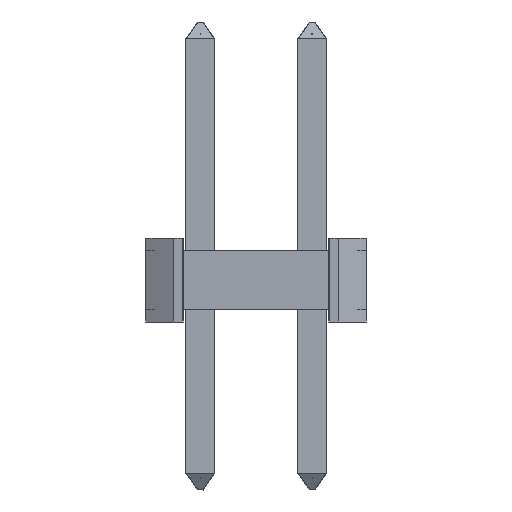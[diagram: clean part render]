
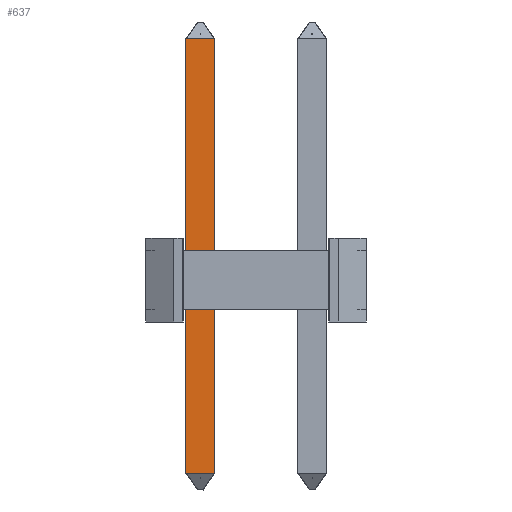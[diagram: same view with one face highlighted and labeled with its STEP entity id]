
A CAD part, left-side view. The second image highlights one B-rep face of the part: STEP entity #637.
In plain terms, the highlighted planar face has unit normal (-1, 0, 0).
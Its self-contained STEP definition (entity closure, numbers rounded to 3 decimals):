
#453 = CARTESIAN_POINT ( 'NONE',  ( -0.259, 0.259, 0. ) ) ;
#637 = ADVANCED_FACE ( 'NONE', ( #29445 ), #10800, .F. ) ;
#2068 = ORIENTED_EDGE ( 'NONE', *, *, #36146, .F. ) ;
#2781 = CARTESIAN_POINT ( 'NONE',  ( -0.259, -0.259, 0. ) ) ;
#5285 = DIRECTION ( 'NONE',  ( 0., 1., 0. ) ) ;
#5373 = CARTESIAN_POINT ( 'NONE',  ( -0.259, 0.259, 0. ) ) ;
#6534 = LINE ( 'NONE', #2781, #22679 ) ;
#6559 = DIRECTION ( 'NONE',  ( 0., -1., 0. ) ) ;
#7004 = ORIENTED_EDGE ( 'NONE', *, *, #16229, .F. ) ;
#7330 = CARTESIAN_POINT ( 'NONE',  ( -0.259, 0.259, 7.79 ) ) ;
#8372 = VECTOR ( 'NONE', #5285, 1000. ) ;
#8421 = EDGE_CURVE ( 'NONE', #15047, #35574, #20512, .T. ) ;
#10412 = VECTOR ( 'NONE', #6559, 1000. ) ;
#10800 = PLANE ( 'NONE',  #11538 ) ;
#11538 = AXIS2_PLACEMENT_3D ( 'NONE', #5373, #19999, #32301 ) ;
#13679 = VERTEX_POINT ( 'NONE', #22788 ) ;
#14724 = LINE ( 'NONE', #26746, #34658 ) ;
#15047 = VERTEX_POINT ( 'NONE', #22476 ) ;
#16110 = CARTESIAN_POINT ( 'NONE',  ( -0.259, -0.259, 7.79 ) ) ;
#16229 = EDGE_CURVE ( 'NONE', #32058, #15047, #6534, .T. ) ;
#17121 = CARTESIAN_POINT ( 'NONE',  ( -0.259, 0.259, 0. ) ) ;
#19999 = DIRECTION ( 'NONE',  ( 1., 0., 0. ) ) ;
#20512 = LINE ( 'NONE', #17121, #8372 ) ;
#22476 = CARTESIAN_POINT ( 'NONE',  ( -0.259, -0.259, 0. ) ) ;
#22679 = VECTOR ( 'NONE', #36453, 1000. ) ;
#22788 = CARTESIAN_POINT ( 'NONE',  ( -0.259, 0.259, 7.79 ) ) ;
#24203 = EDGE_CURVE ( 'NONE', #13679, #32058, #34088, .T. ) ;
#26746 = CARTESIAN_POINT ( 'NONE',  ( -0.259, 0.259, 0. ) ) ;
#29445 = FACE_OUTER_BOUND ( 'NONE', #29651, .T. ) ;
#29651 = EDGE_LOOP ( 'NONE', ( #7004, #35253, #2068, #30750 ) ) ;
#30750 = ORIENTED_EDGE ( 'NONE', *, *, #8421, .F. ) ;
#32058 = VERTEX_POINT ( 'NONE', #16110 ) ;
#32301 = DIRECTION ( 'NONE',  ( 0., 0., -1. ) ) ;
#33002 = DIRECTION ( 'NONE',  ( 0., 0., 1. ) ) ;
#34088 = LINE ( 'NONE', #7330, #10412 ) ;
#34658 = VECTOR ( 'NONE', #33002, 1000. ) ;
#35253 = ORIENTED_EDGE ( 'NONE', *, *, #24203, .F. ) ;
#35574 = VERTEX_POINT ( 'NONE', #453 ) ;
#36146 = EDGE_CURVE ( 'NONE', #35574, #13679, #14724, .T. ) ;
#36453 = DIRECTION ( 'NONE',  ( 0., 0., -1. ) ) ;
